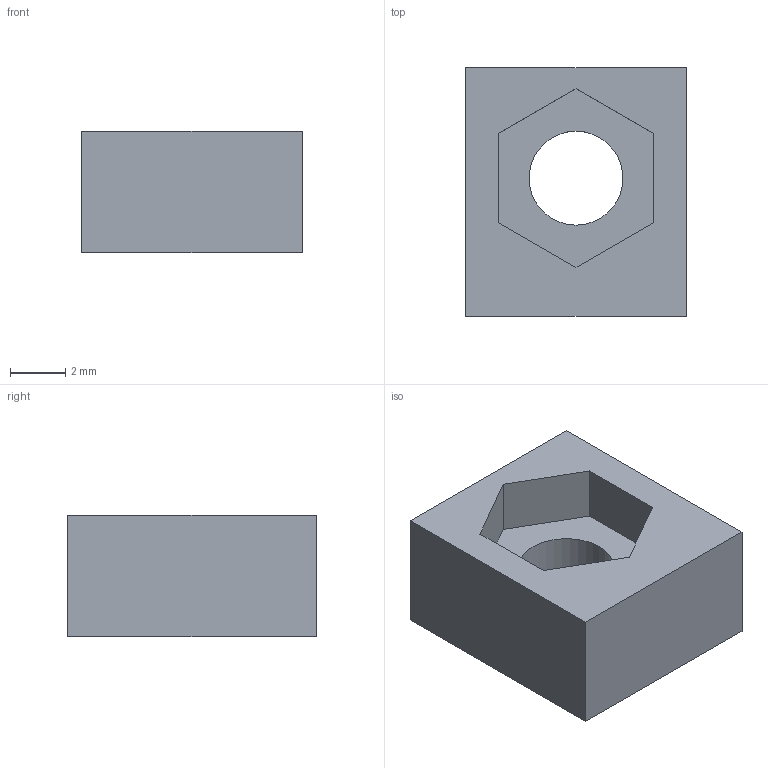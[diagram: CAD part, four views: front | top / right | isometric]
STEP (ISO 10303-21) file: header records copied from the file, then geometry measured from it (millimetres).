
FILE_DESCRIPTION(/* description */ ('','CAx-IF Rec.Pracs.---Representation and Presentation of Product Manufacturing Information (PMI)---4.0---2014-10-13'),/* implementation_level */ '2;1');
FILE_NAME(/* name */ 'ScrewMount_v5.step',/* time_stamp */ '2025-03-01T17:08:52Z',/* author */ (''),/* organization */ (''),/* preprocessor_version */ 'ST-DEVELOPER v20',/* originating_system */ 'Autodesk Translation Framework v13.20.0.188',/* authorisation */ '');
FILE_SCHEMA (('AP242_MANAGED_MODEL_BASED_3D_ENGINEERING_MIM_LF { 1 0 10303 442 1 1 4 }'));
Length unit declared in the file: millimetre
Products named in the file (1): ScrewMount
Bounding box: 8 x 9 x 4.4 mm (x, y, z)
Volume: 240.7 mm3; surface area: 339.9 mm2
Topology: 1 solids, 1 shells, 14 faces, 33 edges, 22 vertices
Faces by surface type: plane 13, cylinder 1
Full cylindrical faces by diameter (mm): 3.4 x1
Entity records: 436 total; most frequent: CARTESIAN_POINT 70, ORIENTED_EDGE 66, DIRECTION 65, EDGE_CURVE 33, LINE 31, VECTOR 31, VERTEX_POINT 22, EDGE_LOOP 17
